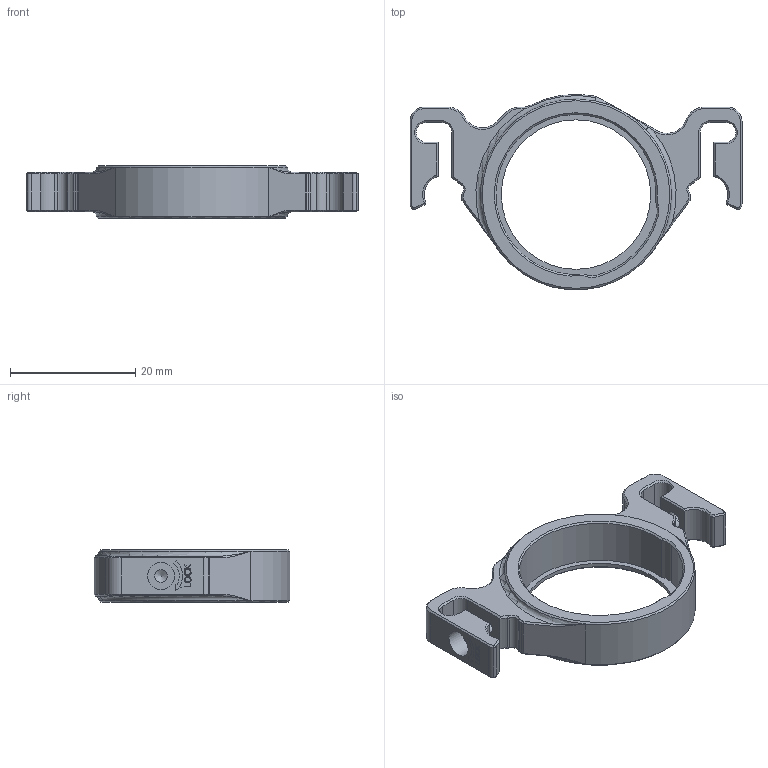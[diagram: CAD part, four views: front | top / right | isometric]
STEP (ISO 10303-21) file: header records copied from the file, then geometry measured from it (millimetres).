
FILE_DESCRIPTION(/* description */ (''),/* implementation_level */ '2;1');
FILE_NAME(/* name */ 'DCP1A-Step.step',/* time_stamp */ '2024-06-17T21:37:42-04:00',/* author */ (''),/* organization */ (''),/* preprocessor_version */ 'ST-DEVELOPER v20',/* originating_system */ 'Autodesk Translation Framework v12.20.1.177',/* authorisation */ '');
FILE_SCHEMA (('AUTOMOTIVE_DESIGN { 1 0 10303 214 3 1 1 }'));
Length unit declared in the file: inch
Products named in the file (1): DCP1A-Step
Bounding box: 53.04 x 31.19 x 8.38 mm (x, y, z)
Volume: 3447.8 mm3; surface area: 3423.7 mm2
Topology: 1 solids, 1 shells, 551 faces, 1418 edges, 893 vertices
Faces by surface type: plane 267, bspline 150, cone 77, cylinder 53, torus 4
Full cylindrical faces by diameter (mm): 1.994 x3, 2.794 x1, 3.454 x1, 4.318 x2, 23.876 x1
Entity records: 22639 total; most frequent: CARTESIAN_POINT 9629, ORIENTED_EDGE 2812, DIRECTION 2086, EDGE_CURVE 1406, LINE 894, VECTOR 894, VERTEX_POINT 893, AXIS2_PLACEMENT_3D 596
